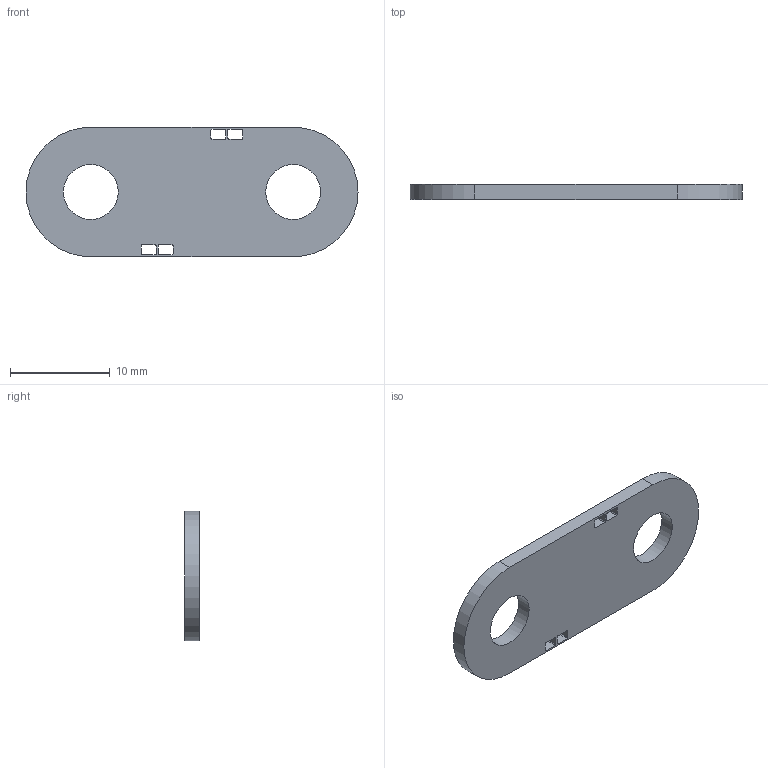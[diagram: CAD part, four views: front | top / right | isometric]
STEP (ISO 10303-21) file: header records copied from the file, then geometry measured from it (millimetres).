
FILE_DESCRIPTION(/* description */ (''),/* implementation_level */ '2;1');
FILE_NAME(/* name */ 'BusBarShort.stp',/* time_stamp */ '2018-05-23T22:12:01+02:00',/* author */ ('Gregor'),/* organization */ (''),/* preprocessor_version */ 'ST-DEVELOPER v17',/* originating_system */ 'Autodesk Inventor 2018',/* authorisation */ '');
FILE_SCHEMA (('AUTOMOTIVE_DESIGN { 1 0 10303 214 3 1 1 }'));
Length unit declared in the file: millimetre
Products named in the file (1): BusBarShort
Bounding box: 33.3 x 1.5 x 13 mm (x, y, z)
Volume: 514.7 mm3; surface area: 889.3 mm2
Topology: 1 solids, 1 shells, 40 faces, 114 edges, 76 vertices
Faces by surface type: cylinder 20, plane 20
Full cylindrical faces by diameter (mm): 5.5 x2
Entity records: 1375 total; most frequent: DIRECTION 236, CARTESIAN_POINT 231, ORIENTED_EDGE 228, EDGE_CURVE 114, AXIS2_PLACEMENT_3D 81, VERTEX_POINT 76, LINE 74, VECTOR 74
